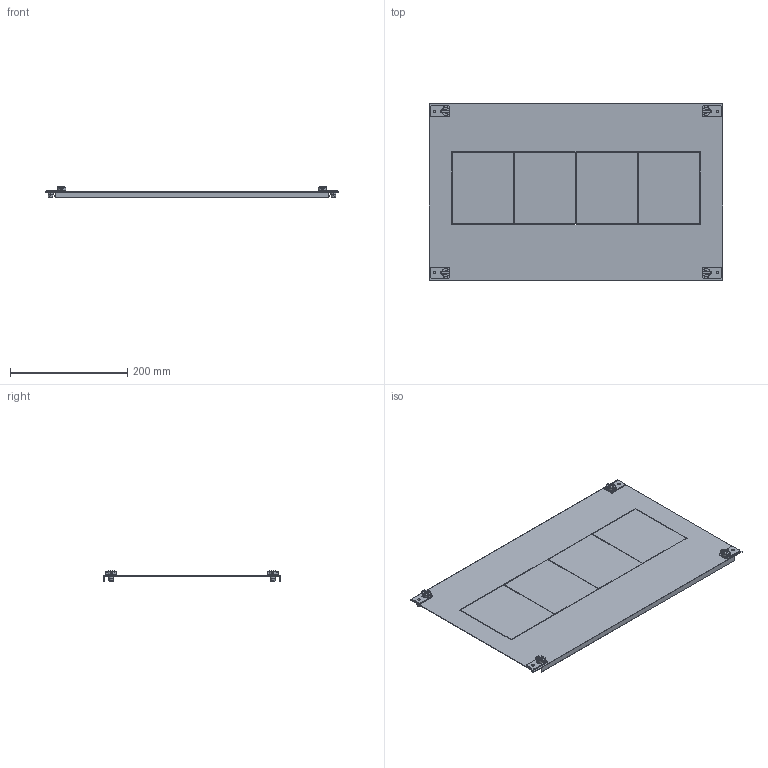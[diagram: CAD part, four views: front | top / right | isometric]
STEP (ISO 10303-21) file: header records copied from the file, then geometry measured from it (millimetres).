
FILE_DESCRIPTION((''),'2;1');
FILE_NAME('001101438_CP_2_2_F_ASM','2023-01-23T12:06:22',('klemen.sitar'),('Audax d.o.o.'),'CREO PARAMETRIC BY PTC INC, 2021304','CREO PARAMETRIC BY PTC INC, 2021304','');
FILE_SCHEMA(('AP242_MANAGED_MODEL_BASED_3D_ENGINEERING_MIM_LF { 1 0 10303 442 1 1 4 }'));
Length unit declared in the file: millimetre
Products named in the file (28): PRT0002_1_1_1_1_1_1_2_3_1_-1944; PRT0003_1_1_1_1_1_1_2_3_1_-4002; BLACK_PIN_ASM_1_ASM_1_ASM_1_A_2_ASM; BLACK_PIN_COLO_ASM_1_ASM_1_AS_2_ASM; ASM0002_ASM_1_ASM_1_1_2_ASM_1_A_ASM; PRT0002_1_1_1_1_1_1_2_1_1_1_1_1; PRT0003_1_1_1_1_1_1_2_1_1_1_1_1; BLACK_PIN_ASM_1_ASM_1_ASM_1_A_5_ASM; BLACK_PIN_COLO_ASM_1_ASM_1_AS_5_ASM; ASM0002_ASM_1_ASM_1_1_ASM_1_1_A_ASM; 001101436_CP_1_2_F_ASM_1_ASM_1__ASM; 001101436_CP_1_2_F_ASM_1_ASM_1_ASM; PRT0002_1_1_1_1_1_1_2_3_1-11747; PRT0003_1_1_1_1_1_1_2_3_1-13803; BLACK_PIN_ASM_1_ASM_1_ASM_1_A_1_ASM; BLACK_PIN_COLO_ASM_1_ASM_1_AS_1_ASM; ASM0002_ASM_1_ASM_1_1_2_ASM_1_1_ASM; PRT0002_1_1_1_1_1_1_1_1_1; PRT0002_1_1_1_1_1_1_2_1_1_1_1_2; PRT0003_1_1_1_1_1_1_2_1_1_1_1_2; BLACK_PIN_ASM_1_ASM_1_ASM_1_A_4_ASM; BLACK_PIN_COLO_ASM_1_ASM_1_AS_4_ASM; ASM0002_ASM_1_ASM_1_1_ASM_1_1_1_ASM; 001101436_CP_1_2_F_ASM_1_ASM__1_ASM; 001101436_CP_1_2_F_ASM_1_1_ASM__ASM; ASM0001_ASM_1_ASM; 001101437_CP_1_4_2_F_ASM_1_ASM; 001101438_CP_2_2_F_ASM
Assembly tree (27 placements, depth 9):
  001101438_CP_2_2_F_ASM
    001101437_CP_1_4_2_F_ASM_1_ASM
      001101436_CP_1_2_F_ASM_1_ASM_1_ASM
        001101436_CP_1_2_F_ASM_1_ASM_1__ASM
          ASM0002_ASM_1_ASM_1_1_2_ASM_1_A_ASM
            BLACK_PIN_COLO_ASM_1_ASM_1_AS_2_ASM
              BLACK_PIN_ASM_1_ASM_1_ASM_1_A_2_ASM
                PRT0002_1_1_1_1_1_1_2_3_1_-1944
                PRT0003_1_1_1_1_1_1_2_3_1_-4002
          ASM0002_ASM_1_ASM_1_1_ASM_1_1_A_ASM
            BLACK_PIN_COLO_ASM_1_ASM_1_AS_5_ASM
              BLACK_PIN_ASM_1_ASM_1_ASM_1_A_5_ASM
                PRT0002_1_1_1_1_1_1_2_1_1_1_1_1
                PRT0003_1_1_1_1_1_1_2_1_1_1_1_1
      ASM0001_ASM_1_ASM
        001101436_CP_1_2_F_ASM_1_1_ASM__ASM
          001101436_CP_1_2_F_ASM_1_ASM__1_ASM
            ASM0002_ASM_1_ASM_1_1_2_ASM_1_1_ASM
              BLACK_PIN_COLO_ASM_1_ASM_1_AS_1_ASM
                BLACK_PIN_ASM_1_ASM_1_ASM_1_A_1_ASM
                  PRT0002_1_1_1_1_1_1_2_3_1-11747
                  PRT0003_1_1_1_1_1_1_2_3_1-13803
            PRT0002_1_1_1_1_1_1_1_1_1
            ASM0002_ASM_1_ASM_1_1_ASM_1_1_1_ASM
              BLACK_PIN_COLO_ASM_1_ASM_1_AS_4_ASM
                BLACK_PIN_ASM_1_ASM_1_ASM_1_A_4_ASM
                  PRT0002_1_1_1_1_1_1_2_1_1_1_1_2
                  PRT0003_1_1_1_1_1_1_2_1_1_1_1_2
Bounding box: 500 x 300 x 18.6 mm (x, y, z)
Volume: 168034 mm3; surface area: 329570.8 mm2
Topology: 13 solids, 13 shells, 378 faces, 1204 edges, 984 vertices
Faces by surface type: plane 250, cylinder 120, cone 8
Entity records: 26959 total; most frequent: PRESENTATION_LAYER_ASSIGNMENT 4268, CARTESIAN_POINT 3175, DIRECTION 2546, ORIENTED_EDGE 2152, PRESENTATION_STYLE_ASSIGNMENT 1402, STYLED_ITEM 1402, CURVE_STYLE 1389, EDGE_CURVE 1076
